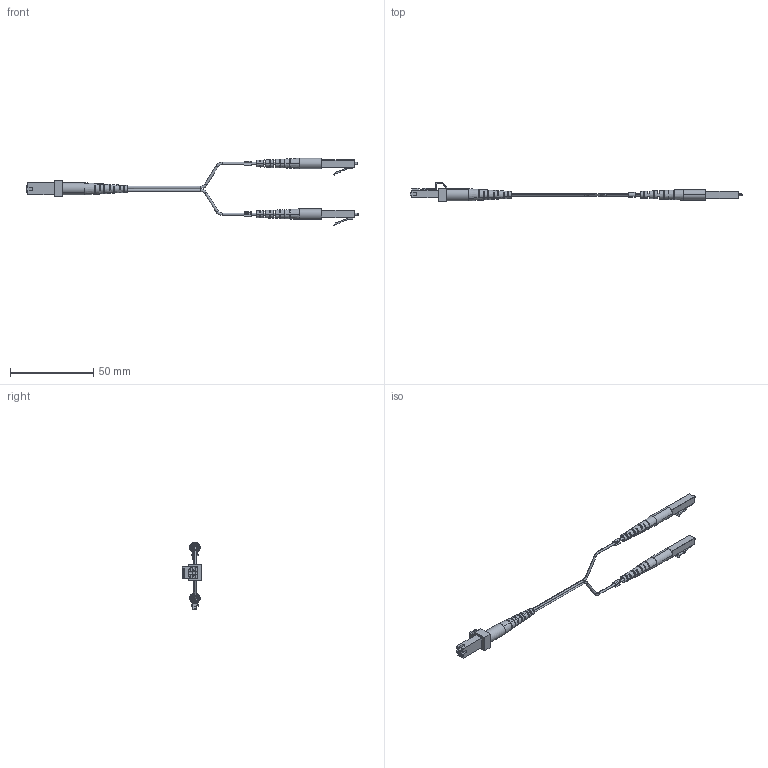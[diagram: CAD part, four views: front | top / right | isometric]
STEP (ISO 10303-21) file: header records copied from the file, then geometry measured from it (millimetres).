
FILE_DESCRIPTION (( 'STEP AP203' ), '1' );
FILE_NAME ('FODMT50-LC.STEP', '2006-06-23T19:35:27', ( 'lcom' ), ( 'lcom' ), 'SwSTEP 2.0', 'SolidWorks 2006004', '' );
FILE_SCHEMA (( 'CONFIG_CONTROL_DESIGN' ));
Length unit declared in the file: inch
Products named in the file (11): FODMT50-LC; 1AF03-001; 1AF02-004-MA1_WITHOU BACK CLIP; 1AF02-004; 1AF02-004-MA2; 1AY07-005; 1BA04-003; 1AY07-006; 1AF03-001-MA2_WITHOUT FERRULE; 1AL06-029_FODZMT-LC; 1AF03-001-MA1
Assembly tree (11 placements, depth 3):
  FODMT50-LC
    1AF02-004  x2
      1AF02-004-MA2
      1AF02-004-MA1_WITHOU BACK CLIP
    1AY07-005
    1AF03-001
      1AF03-001-MA2_WITHOUT FERRULE
      1AF03-001-MA1
    1BA04-003
    1AY07-006
    1AL06-029_FODZMT-LC
Bounding box: 199.77 x 11.44 x 40.6 mm (x, y, z)
Volume: 3406.9 mm3; surface area: 7790.7 mm2
Topology: 10 solids, 10 shells, 527 faces, 1494 edges, 958 vertices
Faces by surface type: plane 368, cylinder 90, cone 40, torus 12, bspline 9, sphere 8
Entity records: 14870 total; most frequent: CARTESIAN_POINT 3684, ORIENTED_EDGE 2162, DIRECTION 2029, EDGE_CURVE 1081, AXIS2_PLACEMENT_3D 713, VERTEX_POINT 700, LINE 603, VECTOR 603
